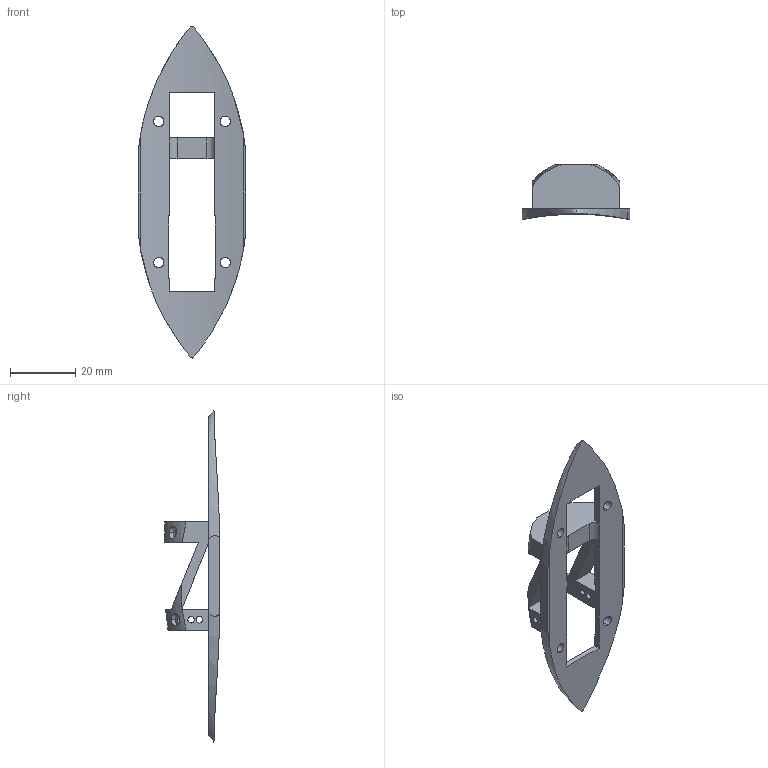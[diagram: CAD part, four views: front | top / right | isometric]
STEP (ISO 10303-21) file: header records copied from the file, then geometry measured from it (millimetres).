
FILE_DESCRIPTION (( 'STEP AP214' ), '1' );
FILE_NAME ('Bstr_Aeroshell_Aurora_1.5_SKELETON_23Feb2025.STEP', '2025-04-03T21:44:38', ( '' ), ( '' ), 'SwSTEP 2.0', 'SolidWorks 2024', '' );
FILE_SCHEMA (( 'AUTOMOTIVE_DESIGN' ));
Length unit declared in the file: inch
Products named in the file (1): Bstr_Aeroshell_Aurora_1.5_SKELETON_23Feb2025
Bounding box: 33.02 x 16.64 x 101.6 mm (x, y, z)
Volume: 6969.9 mm3; surface area: 6568.9 mm2
Topology: 1 solids, 1 shells, 98 faces, 286 edges, 188 vertices
Faces by surface type: plane 51, cylinder 39, torus 8
Entity records: 4127 total; most frequent: CARTESIAN_POINT 1525, ORIENTED_EDGE 572, DIRECTION 488, EDGE_CURVE 286, VERTEX_POINT 188, AXIS2_PLACEMENT_3D 171, LINE 146, VECTOR 146
